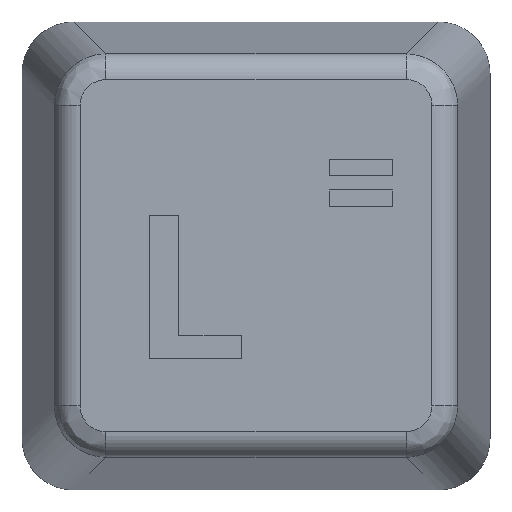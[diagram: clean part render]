
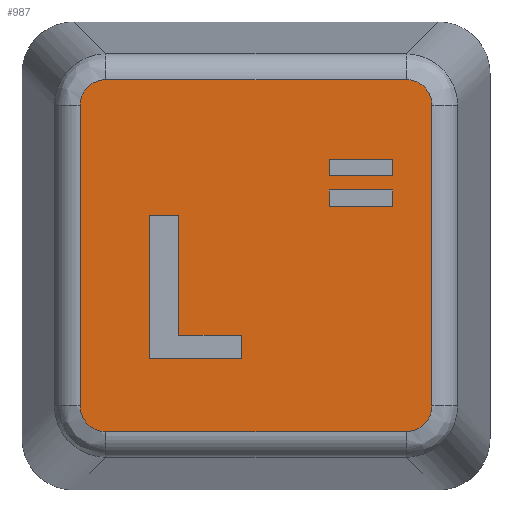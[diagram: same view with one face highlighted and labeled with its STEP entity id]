
A CAD part, top view. The second image highlights one B-rep face of the part: STEP entity #987.
In plain terms, the highlighted planar face has unit normal (0, 0, 1).
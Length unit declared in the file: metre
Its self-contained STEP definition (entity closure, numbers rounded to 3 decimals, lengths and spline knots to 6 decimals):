
#39=LINE('',#1435,#153);
#40=LINE('',#1439,#154);
#41=LINE('',#1443,#155);
#42=LINE('',#1447,#156);
#43=LINE('',#1448,#157);
#44=LINE('',#1451,#158);
#45=LINE('',#1453,#159);
#46=LINE('',#1455,#160);
#47=LINE('',#1456,#161);
#48=LINE('',#1459,#162);
#49=LINE('',#1461,#163);
#50=LINE('',#1463,#164);
#51=LINE('',#1464,#165);
#52=LINE('',#1467,#166);
#53=LINE('',#1469,#167);
#54=LINE('',#1471,#168);
#55=LINE('',#1473,#169);
#56=LINE('',#1475,#170);
#153=VECTOR('',#1150,1.);
#154=VECTOR('',#1153,1.);
#155=VECTOR('',#1156,1.);
#156=VECTOR('',#1159,1.);
#157=VECTOR('',#1160,1.);
#158=VECTOR('',#1161,1.);
#159=VECTOR('',#1162,1.);
#160=VECTOR('',#1163,1.);
#161=VECTOR('',#1164,1.);
#162=VECTOR('',#1165,1.);
#163=VECTOR('',#1166,1.);
#164=VECTOR('',#1167,1.);
#165=VECTOR('',#1168,1.);
#166=VECTOR('',#1169,1.);
#167=VECTOR('',#1170,1.);
#168=VECTOR('',#1171,1.);
#169=VECTOR('',#1172,1.);
#170=VECTOR('',#1173,1.);
#267=ORIENTED_EDGE('',*,*,#555,.F.);
#268=ORIENTED_EDGE('',*,*,#556,.T.);
#269=ORIENTED_EDGE('',*,*,#557,.F.);
#270=ORIENTED_EDGE('',*,*,#558,.T.);
#271=ORIENTED_EDGE('',*,*,#559,.F.);
#272=ORIENTED_EDGE('',*,*,#560,.T.);
#273=ORIENTED_EDGE('',*,*,#561,.F.);
#274=ORIENTED_EDGE('',*,*,#562,.T.);
#275=ORIENTED_EDGE('',*,*,#563,.T.);
#276=ORIENTED_EDGE('',*,*,#564,.T.);
#277=ORIENTED_EDGE('',*,*,#565,.T.);
#278=ORIENTED_EDGE('',*,*,#566,.T.);
#279=ORIENTED_EDGE('',*,*,#567,.T.);
#280=ORIENTED_EDGE('',*,*,#568,.T.);
#281=ORIENTED_EDGE('',*,*,#569,.T.);
#282=ORIENTED_EDGE('',*,*,#570,.T.);
#283=ORIENTED_EDGE('',*,*,#571,.T.);
#284=ORIENTED_EDGE('',*,*,#572,.T.);
#285=ORIENTED_EDGE('',*,*,#573,.T.);
#286=ORIENTED_EDGE('',*,*,#574,.T.);
#287=ORIENTED_EDGE('',*,*,#575,.T.);
#288=ORIENTED_EDGE('',*,*,#576,.T.);
#555=EDGE_CURVE('',#699,#700,#793,.F.);
#556=EDGE_CURVE('',#699,#701,#39,.T.);
#557=EDGE_CURVE('',#702,#701,#794,.F.);
#558=EDGE_CURVE('',#702,#703,#40,.T.);
#559=EDGE_CURVE('',#704,#703,#795,.F.);
#560=EDGE_CURVE('',#704,#705,#41,.T.);
#561=EDGE_CURVE('',#706,#705,#796,.F.);
#562=EDGE_CURVE('',#706,#700,#42,.T.);
#563=EDGE_CURVE('',#707,#708,#43,.T.);
#564=EDGE_CURVE('',#708,#709,#44,.T.);
#565=EDGE_CURVE('',#709,#710,#45,.T.);
#566=EDGE_CURVE('',#710,#707,#46,.T.);
#567=EDGE_CURVE('',#711,#712,#47,.T.);
#568=EDGE_CURVE('',#712,#713,#48,.T.);
#569=EDGE_CURVE('',#713,#714,#49,.T.);
#570=EDGE_CURVE('',#714,#711,#50,.T.);
#571=EDGE_CURVE('',#715,#716,#51,.T.);
#572=EDGE_CURVE('',#716,#717,#52,.T.);
#573=EDGE_CURVE('',#717,#718,#53,.T.);
#574=EDGE_CURVE('',#718,#719,#54,.T.);
#575=EDGE_CURVE('',#719,#720,#55,.T.);
#576=EDGE_CURVE('',#720,#715,#56,.T.);
#699=VERTEX_POINT('',#1433);
#700=VERTEX_POINT('',#1434);
#701=VERTEX_POINT('',#1436);
#702=VERTEX_POINT('',#1438);
#703=VERTEX_POINT('',#1440);
#704=VERTEX_POINT('',#1442);
#705=VERTEX_POINT('',#1444);
#706=VERTEX_POINT('',#1446);
#707=VERTEX_POINT('',#1449);
#708=VERTEX_POINT('',#1450);
#709=VERTEX_POINT('',#1452);
#710=VERTEX_POINT('',#1454);
#711=VERTEX_POINT('',#1457);
#712=VERTEX_POINT('',#1458);
#713=VERTEX_POINT('',#1460);
#714=VERTEX_POINT('',#1462);
#715=VERTEX_POINT('',#1465);
#716=VERTEX_POINT('',#1466);
#717=VERTEX_POINT('',#1468);
#718=VERTEX_POINT('',#1470);
#719=VERTEX_POINT('',#1472);
#720=VERTEX_POINT('',#1474);
#793=ELLIPSE('',#1060,0.00102,0.001);
#794=ELLIPSE('',#1061,0.00102,0.001);
#795=ELLIPSE('',#1062,0.00102,0.001);
#796=ELLIPSE('',#1063,0.00102,0.001);
#813=EDGE_LOOP('',(#267,#268,#269,#270,#271,#272,#273,#274));
#814=EDGE_LOOP('',(#275,#276,#277,#278));
#815=EDGE_LOOP('',(#279,#280,#281,#282));
#816=EDGE_LOOP('',(#283,#284,#285,#286,#287,#288));
#879=FACE_BOUND('',#813,.T.);
#880=FACE_BOUND('',#814,.T.);
#881=FACE_BOUND('',#815,.T.);
#882=FACE_BOUND('',#816,.T.);
#945=PLANE('',#1059);
#987=ADVANCED_FACE('',(#879,#880,#881,#882),#945,.T.);
#1059=AXIS2_PLACEMENT_3D('',#1431,#1146,#1147);
#1060=AXIS2_PLACEMENT_3D('',#1432,#1148,#1149);
#1061=AXIS2_PLACEMENT_3D('',#1437,#1151,#1152);
#1062=AXIS2_PLACEMENT_3D('',#1441,#1154,#1155);
#1063=AXIS2_PLACEMENT_3D('',#1445,#1157,#1158);
#1146=DIRECTION('',(0.,0.,1.));
#1147=DIRECTION('',(1.,0.,0.));
#1148=DIRECTION('',(0.,0.,1.));
#1149=DIRECTION('',(-0.707,-0.707,0.));
#1150=DIRECTION('',(-1.,0.,0.));
#1151=DIRECTION('',(0.,0.,1.));
#1152=DIRECTION('',(0.707,-0.707,0.));
#1153=DIRECTION('',(0.,-1.,0.));
#1154=DIRECTION('',(0.,0.,1.));
#1155=DIRECTION('',(0.707,0.707,0.));
#1156=DIRECTION('',(1.,0.,0.));
#1157=DIRECTION('',(0.,0.,1.));
#1158=DIRECTION('',(-0.707,0.707,0.));
#1159=DIRECTION('',(0.,1.,0.));
#1160=DIRECTION('',(0.,-1.,0.));
#1161=DIRECTION('',(-1.,0.,0.));
#1162=DIRECTION('',(0.,1.,0.));
#1163=DIRECTION('',(1.,0.,0.));
#1164=DIRECTION('',(0.,-1.,0.));
#1165=DIRECTION('',(-1.,0.,0.));
#1166=DIRECTION('',(0.,1.,0.));
#1167=DIRECTION('',(1.,0.,0.));
#1168=DIRECTION('',(0.,-1.,0.));
#1169=DIRECTION('',(1.,0.,0.));
#1170=DIRECTION('',(0.,-1.,0.));
#1171=DIRECTION('',(-1.,0.,0.));
#1172=DIRECTION('',(0.,1.,0.));
#1173=DIRECTION('',(1.,0.,0.));
#1431=CARTESIAN_POINT('',(0.18,-0.029,0.0095));
#1432=CARTESIAN_POINT('',(0.185757,-0.023243,0.0095));
#1433=CARTESIAN_POINT('',(0.185777,-0.022233,0.0095));
#1434=CARTESIAN_POINT('',(0.186767,-0.023223,0.0095));
#1435=CARTESIAN_POINT('',(0.18,-0.022233,0.0095));
#1436=CARTESIAN_POINT('',(0.174223,-0.022233,0.0095));
#1437=CARTESIAN_POINT('',(0.174243,-0.023243,0.0095));
#1438=CARTESIAN_POINT('',(0.173233,-0.023223,0.0095));
#1439=CARTESIAN_POINT('',(0.173233,-0.029,0.0095));
#1440=CARTESIAN_POINT('',(0.173233,-0.034777,0.0095));
#1441=CARTESIAN_POINT('',(0.174243,-0.034757,0.0095));
#1442=CARTESIAN_POINT('',(0.174223,-0.035767,0.0095));
#1443=CARTESIAN_POINT('',(0.18,-0.035767,0.0095));
#1444=CARTESIAN_POINT('',(0.185777,-0.035767,0.0095));
#1445=CARTESIAN_POINT('',(0.185757,-0.034757,0.0095));
#1446=CARTESIAN_POINT('',(0.186767,-0.034777,0.0095));
#1447=CARTESIAN_POINT('',(0.186767,-0.029,0.0095));
#1448=CARTESIAN_POINT('',(0.185263,-0.0268,0.0095));
#1449=CARTESIAN_POINT('',(0.185263,-0.026477,0.0095));
#1450=CARTESIAN_POINT('',(0.185263,-0.027123,0.0095));
#1451=CARTESIAN_POINT('',(0.184041,-0.027123,0.0095));
#1452=CARTESIAN_POINT('',(0.182819,-0.027123,0.0095));
#1453=CARTESIAN_POINT('',(0.182819,-0.0268,0.0095));
#1454=CARTESIAN_POINT('',(0.182819,-0.026477,0.0095));
#1455=CARTESIAN_POINT('',(0.184041,-0.026477,0.0095));
#1456=CARTESIAN_POINT('',(0.185263,-0.025616,0.0095));
#1457=CARTESIAN_POINT('',(0.185263,-0.025293,0.0095));
#1458=CARTESIAN_POINT('',(0.185263,-0.025939,0.0095));
#1459=CARTESIAN_POINT('',(0.184041,-0.025939,0.0095));
#1460=CARTESIAN_POINT('',(0.182819,-0.025939,0.0095));
#1461=CARTESIAN_POINT('',(0.182819,-0.025616,0.0095));
#1462=CARTESIAN_POINT('',(0.182819,-0.025293,0.0095));
#1463=CARTESIAN_POINT('',(0.184041,-0.025293,0.0095));
#1464=CARTESIAN_POINT('',(0.177025,-0.029752,0.0095));
#1465=CARTESIAN_POINT('',(0.177025,-0.027445,0.0095));
#1466=CARTESIAN_POINT('',(0.177025,-0.032059,0.0095));
#1467=CARTESIAN_POINT('',(0.178234,-0.032059,0.0095));
#1468=CARTESIAN_POINT('',(0.179443,-0.032059,0.0095));
#1469=CARTESIAN_POINT('',(0.179443,-0.032517,0.0095));
#1470=CARTESIAN_POINT('',(0.179443,-0.032974,0.0095));
#1471=CARTESIAN_POINT('',(0.177664,-0.032974,0.0095));
#1472=CARTESIAN_POINT('',(0.175885,-0.032974,0.0095));
#1473=CARTESIAN_POINT('',(0.175885,-0.03021,0.0095));
#1474=CARTESIAN_POINT('',(0.175885,-0.027445,0.0095));
#1475=CARTESIAN_POINT('',(0.176455,-0.027445,0.0095));
